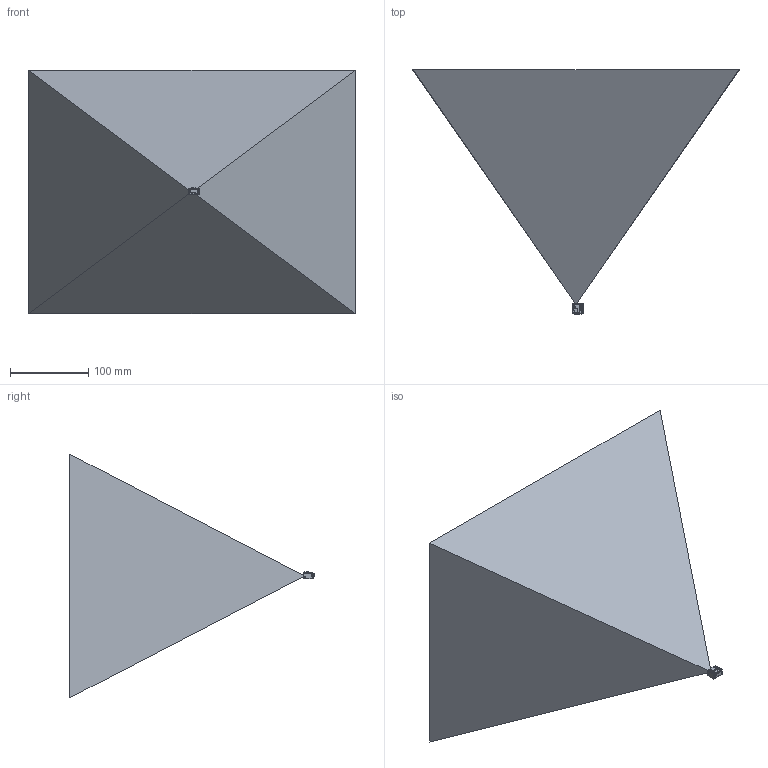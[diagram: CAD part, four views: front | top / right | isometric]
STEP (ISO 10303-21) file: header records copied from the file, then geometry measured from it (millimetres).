
FILE_DESCRIPTION((''),'2;1');
FILE_NAME('EM3080-W_WAIGUAN_V2','2021-09-17T10:29:44',('admin'),(''),'CREO PARAMETRIC BY PTC INC, 2018420','CREO PARAMETRIC BY PTC INC, 2018420','');
FILE_SCHEMA(('CONFIG_CONTROL_DESIGN','SHAPE_APPEARANCE_LAYERS_GROUPS'));
Length unit declared in the file: millimetre
Products named in the file (1): EM3080-W_WAIGUAN_V2
Bounding box: 416.98 x 312.3 x 311.57 mm (x, y, z)
Volume: 1438.6 mm3; surface area: 256724.8 mm2
Topology: 4 solids, 11 shells, 822 faces, 2241 edges, 1431 vertices
Faces by surface type: plane 632, cylinder 115, bspline 39, cone 28, torus 8
Entity records: 31651 total; most frequent: CARTESIAN_POINT 11144, ORIENTED_EDGE 4478, DIRECTION 3831, EDGE_CURVE 2241, VECTOR 1527, LINE 1527, VERTEX_POINT 1431, AXIS2_PLACEMENT_3D 1152
